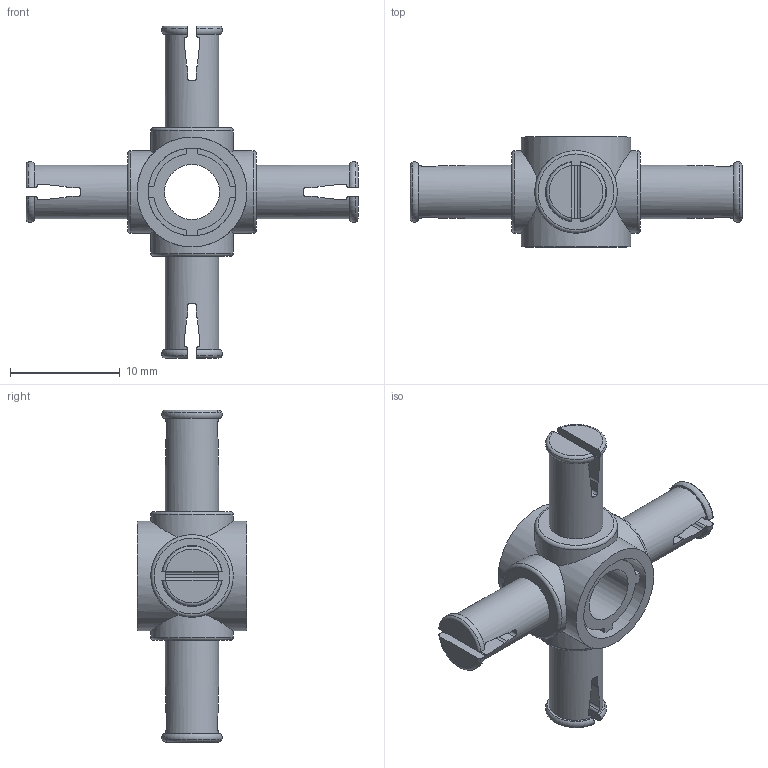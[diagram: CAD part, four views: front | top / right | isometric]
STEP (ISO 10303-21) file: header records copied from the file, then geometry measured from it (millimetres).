
FILE_DESCRIPTION(/* description */ (''),/* implementation_level */ '2;1');
FILE_NAME(/* name */ 'CC1x1.stp',/* time_stamp */ '2019-03-13T12:37:41+01:00',/* author */ ('Varga Daniel'),/* organization */ (''),/* preprocessor_version */ 'ST-DEVELOPER v17.2',/* originating_system */ 'Autodesk Inventor 2019',/* authorisation */ '');
FILE_SCHEMA (('AUTOMOTIVE_DESIGN { 1 0 10303 214 3 1 1 }'));
Length unit declared in the file: millimetre
Products named in the file (1): CC1x1
Bounding box: 30.2 x 10 x 30.2 mm (x, y, z)
Volume: 1287 mm3; surface area: 1799.5 mm2
Topology: 1 solids, 1 shells, 149 faces, 429 edges, 288 vertices
Faces by surface type: plane 76, cylinder 53, torus 20
Full cylindrical faces by diameter (mm): 4.875 x4, 5 x1, 7.5 x4, 8 x2, 10 x2
Entity records: 5904 total; most frequent: CARTESIAN_POINT 1864, ORIENTED_EDGE 858, DIRECTION 751, EDGE_CURVE 429, VERTEX_POINT 288, AXIS2_PLACEMENT_3D 281, LINE 189, VECTOR 189
